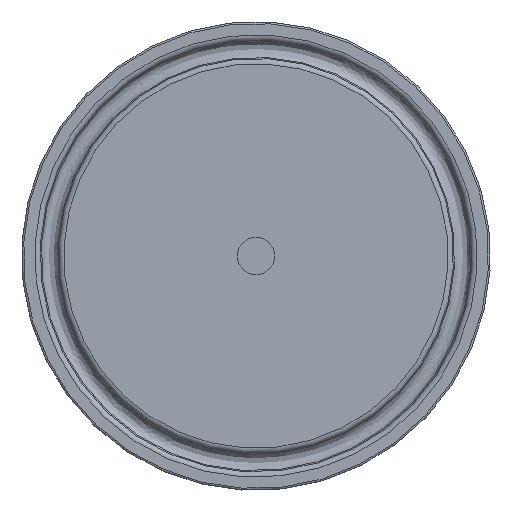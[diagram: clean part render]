
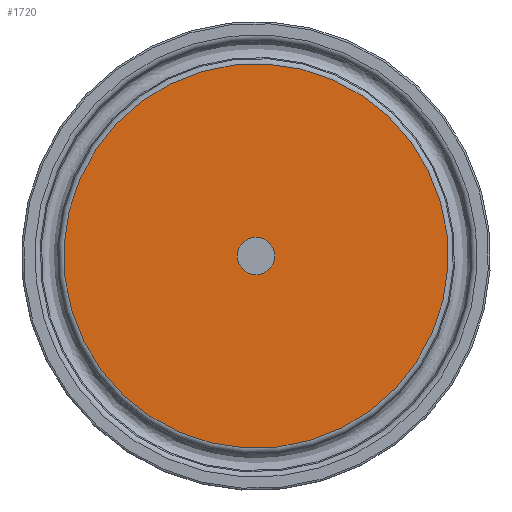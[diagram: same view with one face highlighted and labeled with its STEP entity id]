
A CAD part, left-side view. The second image highlights one B-rep face of the part: STEP entity #1720.
In plain terms, the highlighted planar face has unit normal (-1, 0, 0).
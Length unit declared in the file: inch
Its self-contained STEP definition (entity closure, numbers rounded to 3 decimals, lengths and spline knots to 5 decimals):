
#1669=CARTESIAN_POINT('',(-0.152,0.71112,-0.74934));
#1670=VERTEX_POINT('',#1669);
#1671=CARTESIAN_POINT('',(-0.152,0.,0.));
#1672=DIRECTION('',(1.,0.,0.));
#1673=DIRECTION('',(0.,-0.688,0.725));
#1674=AXIS2_PLACEMENT_3D('',#1671,#1672,#1673);
#1675=CIRCLE('',#1674,1.03306);
#1676=EDGE_CURVE('',#1670,#1670,#1675,.T.);
#1701=CARTESIAN_POINT('',(-0.152,0.39704,-0.41838));
#1702=DIRECTION('',(-1.0,0.0,0.0));
#1703=DIRECTION('',(0.0,0.725,0.688));
#1704=AXIS2_PLACEMENT_3D('',#1701,#1702,#1703);
#1705=PLANE('',#1704);
#1706=ORIENTED_EDGE('',*,*,#1676,.F.);
#1707=EDGE_LOOP('',(#1706));
#1708=FACE_OUTER_BOUND('',#1707,.T.);
#1709=CARTESIAN_POINT('',(-0.152,0.06884,-0.07254));
#1710=VERTEX_POINT('',#1709);
#1711=CARTESIAN_POINT('',(-0.152,0.,0.));
#1712=DIRECTION('',(-1.0,0.,0.));
#1713=DIRECTION('',(0.,0.688,-0.725));
#1714=AXIS2_PLACEMENT_3D('',#1711,#1712,#1713);
#1715=CIRCLE('',#1714,0.1);
#1716=EDGE_CURVE('',#1710,#1710,#1715,.T.);
#1717=ORIENTED_EDGE('',*,*,#1716,.F.);
#1718=EDGE_LOOP('',(#1717));
#1719=FACE_BOUND('',#1718,.T.);
#1720=ADVANCED_FACE('',(#1708,#1719),#1705,.T.);
